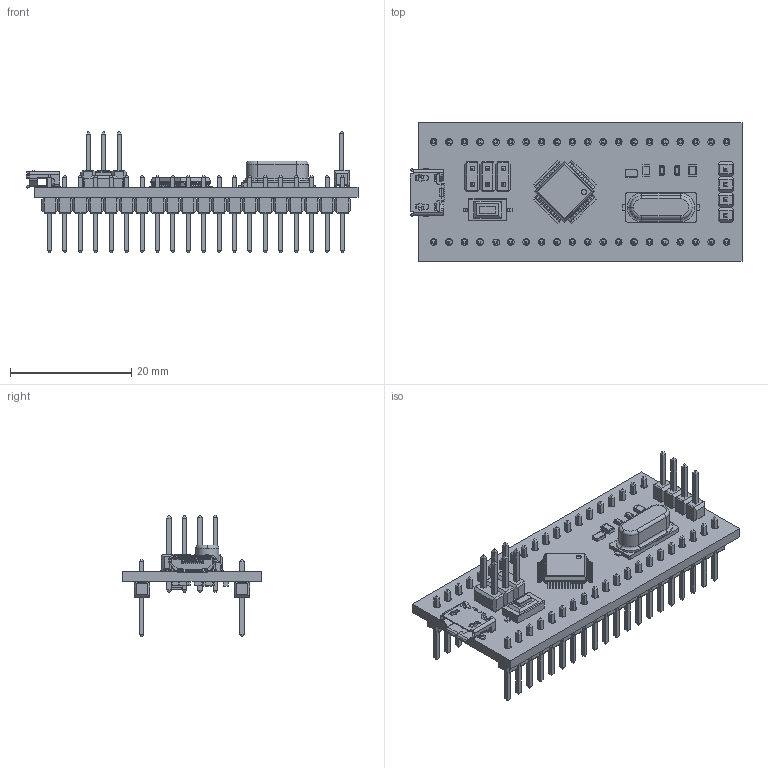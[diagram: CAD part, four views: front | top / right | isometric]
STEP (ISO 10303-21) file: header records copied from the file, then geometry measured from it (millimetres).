
FILE_DESCRIPTION(('Open CASCADE Model'),'2;1');
FILE_NAME('Open CASCADE Shape Model','2023-02-01T12:23:41',('Author'),( 'Open CASCADE'),'Open CASCADE STEP processor 6.8','Open CASCADE 6.8' ,'Unknown');
FILE_SCHEMA(('AUTOMOTIVE_DESIGN { 1 0 10303 214 1 1 1 1 }'));
Length unit declared in the file: millimetre
Products named in the file (70): PCB; Board; Open CASCADE STEP translator 6.8 2.1.1; JP3; 1x10_TH_Pitch_2_54mm; holder; pin; JP2; C7; Capacitor_0603; Y2; 6753777680; Pad6; Body; Body2; Terminal; Y1; 8M_hz_Crystal_HC49_US-SM; U3; 6753783120; U2; RT9193-33GB; PinsArrayL; PinsArrayR; U1; 6753782640; PinsArrayLR; PinsArrayTB; SW1; Tactile_SMD_3x6x2.5mm; R9; R0805_1M_Model; R8; R7; R6; R5; R4; R3; R2; R1 ...
Assembly tree (112 placements, depth 4):
  PCB
    Board
      Open CASCADE STEP translator 6.8 2.1.1
    JP3
      1x10_TH_Pitch_2_54mm  x2
        holder
        pin
    JP2
      1x10_TH_Pitch_2_54mm  x2
        holder
        pin
    C7
      Capacitor_0603
    Y2
      6753777680
        Pad6
        Body
        Body2
        Terminal
    Y1
      8M_hz_Crystal_HC49_US-SM
    U3
      6753783120
    U2
      RT9193-33GB
        Body
        PinsArrayL
        PinsArrayR
    U1
      6753782640
        Body
        PinsArrayLR
        PinsArrayTB
    SW1
      Tactile_SMD_3x6x2.5mm
    R9
      R0805_1M_Model
    R8
      R0805_1M_Model
    R7
      R0805_1M_Model
    R6
      R0805_1M_Model
    R5
      R0805_1M_Model
    R4
      R0805_1M_Model
    R3
      R0805_1M_Model
    R2
      R0805_1M_Model
    R1
      R0805_1M_Model
    JP4
      1x4_TH_Pitch_2_54mm
        holder
        pin  x4
    JP1
      2x3_TH_Pitch_2_54mm
        header2x3
Bounding box: 54.7 x 22.86 x 20 mm (x, y, z)
Volume: 3359.5 mm3; surface area: 7385 mm2
Topology: 180 solids, 182 shells, 4617 faces, 11365 edges, 6990 vertices
Faces by surface type: plane 3454, cylinder 943, sphere 148, torus 34, bspline 21, cone 14, revolution 3
Full cylindrical faces by diameter (mm): 0.2 x1, 0.875 x1, 1.1 x50
Entity records: 81599 total; most frequent: CARTESIAN_POINT 13054, ORIENTED_EDGE 11922, DIRECTION 11696, EDGE_CURVE 5961, LINE 4655, VECTOR 4655, VERTEX_POINT 3834, AXIS2_PLACEMENT_3D 3519
